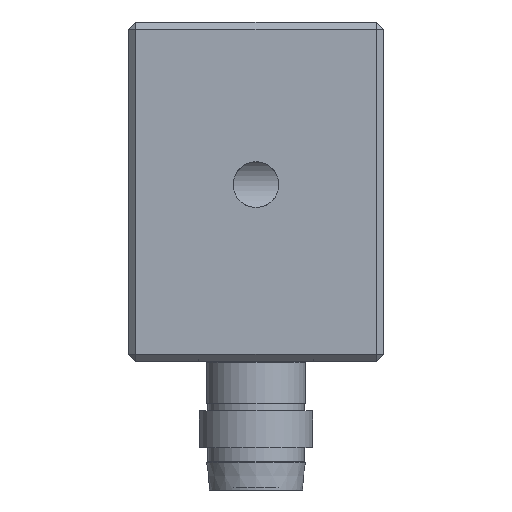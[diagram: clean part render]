
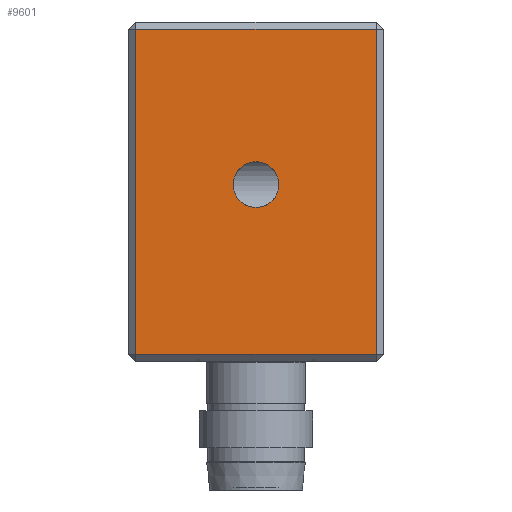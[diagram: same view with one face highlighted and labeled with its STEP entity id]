
A CAD part, left-side view. The second image highlights one B-rep face of the part: STEP entity #9601.
In plain terms, the highlighted planar face has unit normal (-1, 0, 0).
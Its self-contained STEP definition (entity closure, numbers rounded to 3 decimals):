
#694=LINE('',#13788,#1458);
#695=LINE('',#13790,#1459);
#700=LINE('',#13800,#1464);
#708=LINE('',#13816,#1472);
#1458=VECTOR('',#11619,1000.);
#1459=VECTOR('',#11622,1000.);
#1464=VECTOR('',#11629,1000.);
#1472=VECTOR('',#11645,1000.);
#3154=ORIENTED_EDGE('',*,*,#4354,.T.);
#3155=ORIENTED_EDGE('',*,*,#4362,.T.);
#3156=ORIENTED_EDGE('',*,*,#4349,.T.);
#3157=ORIENTED_EDGE('',*,*,#4348,.T.);
#3158=ORIENTED_EDGE('',*,*,#4347,.T.);
#4347=EDGE_CURVE('',#5083,#5083,#5309,.T.);
#4348=EDGE_CURVE('',#4944,#4945,#694,.T.);
#4349=EDGE_CURVE('',#5084,#4944,#695,.T.);
#4354=EDGE_CURVE('',#4945,#5087,#700,.T.);
#4362=EDGE_CURVE('',#5087,#5084,#708,.T.);
#4944=VERTEX_POINT('',#13309);
#4945=VERTEX_POINT('',#13313);
#5083=VERTEX_POINT('',#13786);
#5084=VERTEX_POINT('',#13791);
#5087=VERTEX_POINT('',#13799);
#5309=CIRCLE('',#10073,1.621);
#5741=EDGE_LOOP('',(#3154,#3155,#3156,#3157));
#5742=EDGE_LOOP('',(#3158));
#6214=FACE_BOUND('',#5741,.T.);
#6215=FACE_BOUND('',#5742,.T.);
#6563=PLANE('',#10080);
#9601=ADVANCED_FACE('',(#6214,#6215),#6563,.T.);
#10073=AXIS2_PLACEMENT_3D('',#13785,#11615,#11616);
#10080=AXIS2_PLACEMENT_3D('',#13815,#11643,#11644);
#11615=DIRECTION('',(1.,0.,0.));
#11616=DIRECTION('',(0.,0.,1.));
#11619=DIRECTION('',(0.,1.,0.));
#11622=DIRECTION('',(0.,0.,1.));
#11629=DIRECTION('',(0.,0.,-1.));
#11643=DIRECTION('',(-1.,0.,0.));
#11644=DIRECTION('',(0.,0.,1.));
#11645=DIRECTION('',(0.,-1.,0.));
#13309=CARTESIAN_POINT('',(-75.,-8.5,-0.5));
#13313=CARTESIAN_POINT('',(-75.,8.5,-0.5));
#13785=CARTESIAN_POINT('',(-75.,0.,-11.5));
#13786=CARTESIAN_POINT('',(-75.,0.,-9.879));
#13788=CARTESIAN_POINT('',(-75.,9.,-0.5));
#13790=CARTESIAN_POINT('',(-75.,-8.5,-24.));
#13791=CARTESIAN_POINT('',(-75.,-8.5,-23.5));
#13799=CARTESIAN_POINT('',(-75.,8.5,-23.5));
#13800=CARTESIAN_POINT('',(-75.,8.5,-24.));
#13815=CARTESIAN_POINT('',(-75.,9.,-24.));
#13816=CARTESIAN_POINT('',(-75.,-9.,-23.5));
